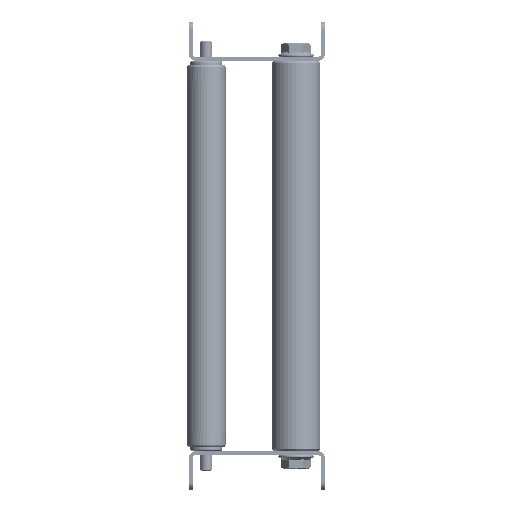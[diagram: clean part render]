
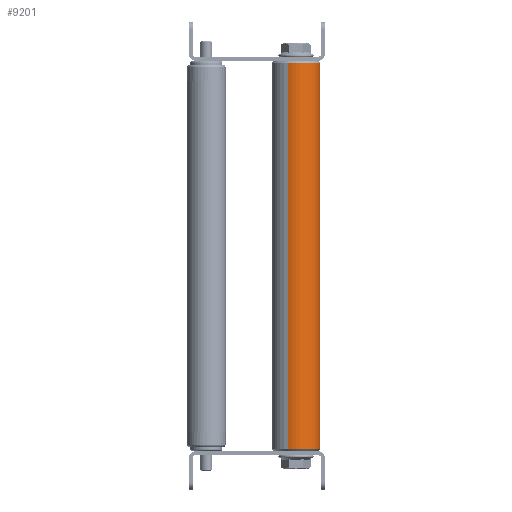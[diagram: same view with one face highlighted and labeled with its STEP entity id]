
A CAD part, left-side view. The second image highlights one B-rep face of the part: STEP entity #9201.
In plain terms, the highlighted cylindrical face has radius 12.5 mm (diameter 25 mm), a partial arc.
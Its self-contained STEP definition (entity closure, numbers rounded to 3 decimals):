
#1113 = CARTESIAN_POINT ( 'NONE',  ( 199., 0., 12.5 ) ) ;
#2066 = EDGE_CURVE ( 'NONE', #5289, #3510, #12242, .T. ) ;
#2155 = AXIS2_PLACEMENT_3D ( 'NONE', #4215, #10405, #19755 ) ;
#2663 = CARTESIAN_POINT ( 'NONE',  ( 200., 0., 12.5 ) ) ;
#2824 = CARTESIAN_POINT ( 'NONE',  ( 199., 0., 0. ) ) ;
#3090 = ORIENTED_EDGE ( 'NONE', *, *, #2066, .F. ) ;
#3510 = VERTEX_POINT ( 'NONE', #4494 ) ;
#3917 = DIRECTION ( 'NONE',  ( 1., 0., 0. ) ) ;
#4012 = EDGE_CURVE ( 'NONE', #8702, #3510, #17978, .T. ) ;
#4048 = CARTESIAN_POINT ( 'NONE',  ( 199., 0., -12.5 ) ) ;
#4215 = CARTESIAN_POINT ( 'NONE',  ( 200., 0., 0. ) ) ;
#4494 = CARTESIAN_POINT ( 'NONE',  ( 1., 0., 12.5 ) ) ;
#4503 = AXIS2_PLACEMENT_3D ( 'NONE', #2824, #7645, #4587 ) ;
#4587 = DIRECTION ( 'NONE',  ( 0., 0., -1. ) ) ;
#4923 = ORIENTED_EDGE ( 'NONE', *, *, #4012, .T. ) ;
#5289 = VERTEX_POINT ( 'NONE', #1113 ) ;
#5411 = VECTOR ( 'NONE', #5976, 1000. ) ;
#5976 = DIRECTION ( 'NONE',  ( -1., 0., 0. ) ) ;
#7078 = DIRECTION ( 'NONE',  ( 0., 0., -1. ) ) ;
#7267 = FACE_OUTER_BOUND ( 'NONE', #15352, .T. ) ;
#7645 = DIRECTION ( 'NONE',  ( -1., 0., 0. ) ) ;
#7894 = LINE ( 'NONE', #15433, #5411 ) ;
#8702 = VERTEX_POINT ( 'NONE', #18207 ) ;
#9194 = AXIS2_PLACEMENT_3D ( 'NONE', #17863, #3917, #7078 ) ;
#9201 = ADVANCED_FACE ( 'NONE', ( #7267 ), #11937, .T. ) ;
#9411 = ORIENTED_EDGE ( 'NONE', *, *, #16266, .T. ) ;
#10405 = DIRECTION ( 'NONE',  ( -1., 0., 0. ) ) ;
#10708 = DIRECTION ( 'NONE',  ( -1., 0., 0. ) ) ;
#10975 = VECTOR ( 'NONE', #10708, 1000. ) ;
#11937 = CYLINDRICAL_SURFACE ( 'NONE', #2155, 12.5 ) ;
#12242 = LINE ( 'NONE', #2663, #10975 ) ;
#12743 = VERTEX_POINT ( 'NONE', #4048 ) ;
#15352 = EDGE_LOOP ( 'NONE', ( #19690, #9411, #4923, #3090 ) ) ;
#15433 = CARTESIAN_POINT ( 'NONE',  ( 200., 0., -12.5 ) ) ;
#16266 = EDGE_CURVE ( 'NONE', #12743, #8702, #7894, .T. ) ;
#17863 = CARTESIAN_POINT ( 'NONE',  ( 1., 0., 0. ) ) ;
#17978 = CIRCLE ( 'NONE', #9194, 12.5 ) ;
#18207 = CARTESIAN_POINT ( 'NONE',  ( 1., 0., -12.5 ) ) ;
#18557 = EDGE_CURVE ( 'NONE', #5289, #12743, #19446, .T. ) ;
#19446 = CIRCLE ( 'NONE', #4503, 12.5 ) ;
#19690 = ORIENTED_EDGE ( 'NONE', *, *, #18557, .T. ) ;
#19755 = DIRECTION ( 'NONE',  ( 0., 0., 1. ) ) ;
